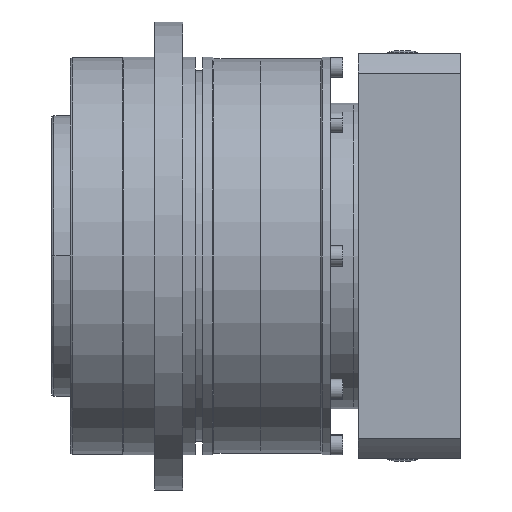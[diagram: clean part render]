
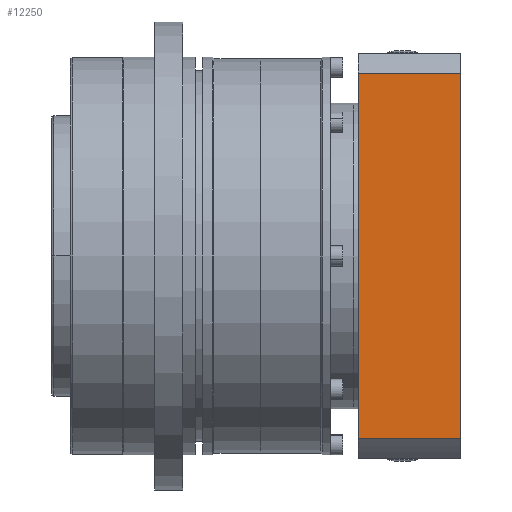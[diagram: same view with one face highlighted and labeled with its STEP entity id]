
A CAD part, front view. The second image highlights one B-rep face of the part: STEP entity #12250.
In plain terms, the highlighted planar face has unit normal (0, -1, 0).
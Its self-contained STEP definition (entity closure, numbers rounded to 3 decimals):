
#278 = DIRECTION ( 'NONE',  ( 0., 0., 1. ) ) ;
#1588 = ORIENTED_EDGE ( 'NONE', *, *, #6949, .T. ) ;
#2413 = VECTOR ( 'NONE', #9531, 1000. ) ;
#4039 = FACE_OUTER_BOUND ( 'NONE', #16555, .T. ) ;
#4752 = CARTESIAN_POINT ( 'NONE',  ( 59.5, -130., 130. ) ) ;
#4876 = DIRECTION ( 'NONE',  ( 0., -1., 0. ) ) ;
#6111 = CARTESIAN_POINT ( 'NONE',  ( 128., -130., 117.154 ) ) ;
#6949 = EDGE_CURVE ( 'NONE', #7459, #9302, #18441, .T. ) ;
#7459 = VERTEX_POINT ( 'NONE', #10187 ) ;
#7553 = VECTOR ( 'NONE', #10593, 1000. ) ;
#7867 = EDGE_CURVE ( 'NONE', #9302, #19212, #12154, .T. ) ;
#8287 = EDGE_CURVE ( 'NONE', #19212, #18910, #10936, .T. ) ;
#9030 = VECTOR ( 'NONE', #10820, 1000. ) ;
#9302 = VERTEX_POINT ( 'NONE', #13525 ) ;
#9531 = DIRECTION ( 'NONE',  ( -1., 0., 0. ) ) ;
#10187 = CARTESIAN_POINT ( 'NONE',  ( 62.5, -130., 117.154 ) ) ;
#10593 = DIRECTION ( 'NONE',  ( 0., 0., 1. ) ) ;
#10704 = ORIENTED_EDGE ( 'NONE', *, *, #14861, .T. ) ;
#10820 = DIRECTION ( 'NONE',  ( 1., 0., 0. ) ) ;
#10884 = CARTESIAN_POINT ( 'NONE',  ( 128., -130., -117.154 ) ) ;
#10936 = LINE ( 'NONE', #13641, #7553 ) ;
#11750 = DIRECTION ( 'NONE',  ( 0., 0., -1. ) ) ;
#12035 = LINE ( 'NONE', #18719, #2413 ) ;
#12154 = LINE ( 'NONE', #10884, #9030 ) ;
#12250 = ADVANCED_FACE ( 'NONE', ( #4039 ), #13987, .T. ) ;
#12581 = AXIS2_PLACEMENT_3D ( 'NONE', #4752, #4876, #278 ) ;
#12673 = ORIENTED_EDGE ( 'NONE', *, *, #7867, .T. ) ;
#13525 = CARTESIAN_POINT ( 'NONE',  ( 62.5, -130., -117.154 ) ) ;
#13641 = CARTESIAN_POINT ( 'NONE',  ( 128., -130., 0. ) ) ;
#13987 = PLANE ( 'NONE',  #12581 ) ;
#14359 = VECTOR ( 'NONE', #11750, 1000. ) ;
#14595 = CARTESIAN_POINT ( 'NONE',  ( 62.5, -130., 0. ) ) ;
#14723 = CARTESIAN_POINT ( 'NONE',  ( 128., -130., -117.154 ) ) ;
#14861 = EDGE_CURVE ( 'NONE', #18910, #7459, #12035, .T. ) ;
#16555 = EDGE_LOOP ( 'NONE', ( #12673, #17131, #10704, #1588 ) ) ;
#17131 = ORIENTED_EDGE ( 'NONE', *, *, #8287, .T. ) ;
#18441 = LINE ( 'NONE', #14595, #14359 ) ;
#18719 = CARTESIAN_POINT ( 'NONE',  ( 128., -130., 117.154 ) ) ;
#18910 = VERTEX_POINT ( 'NONE', #6111 ) ;
#19212 = VERTEX_POINT ( 'NONE', #14723 ) ;
